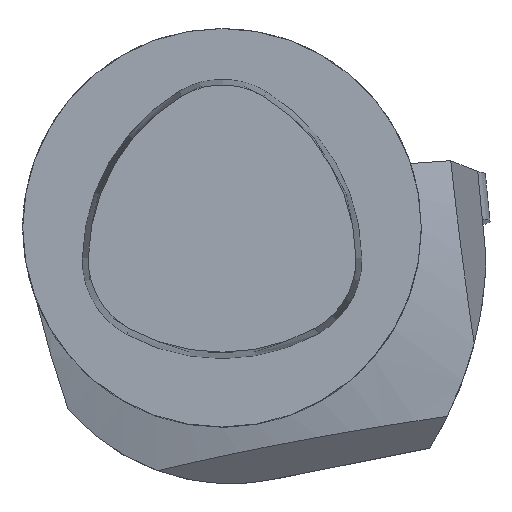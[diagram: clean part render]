
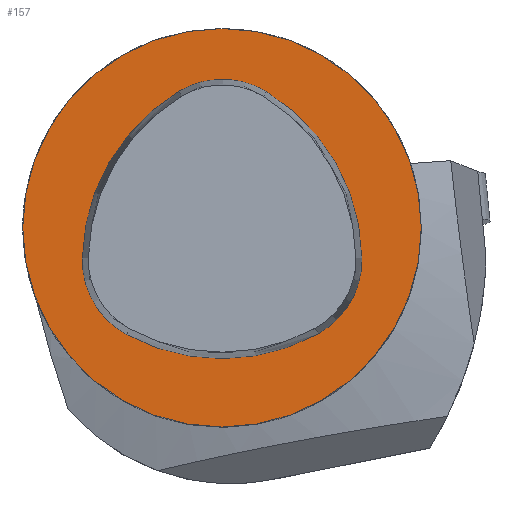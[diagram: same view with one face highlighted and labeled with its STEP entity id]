
A CAD part, top view. The second image highlights one B-rep face of the part: STEP entity #157.
In plain terms, the highlighted planar face has unit normal (0, 0, 1).
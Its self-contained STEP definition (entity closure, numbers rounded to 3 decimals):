
#74=PLANE('',#870);
#112=FACE_OUTER_BOUND('',#327,.T.);
#157=ADVANCED_FACE('',(#112),#74,.T.);
#327=EDGE_LOOP('',(#522));
#367=CIRCLE('',#831,20.);
#522=ORIENTED_EDGE('',*,*,#681,.F.);
#610=VERTEX_POINT('',#1188);
#681=EDGE_CURVE('',#610,#610,#367,.T.);
#831=AXIS2_PLACEMENT_3D('',#1187,#940,#941);
#870=AXIS2_PLACEMENT_3D('',#1373,#1051,#1052);
#940=DIRECTION('',(0.,0.,-1.));
#941=DIRECTION('',(0.,1.,0.));
#1051=DIRECTION('',(0.,0.,1.));
#1052=DIRECTION('',(0.,-1.,0.));
#1187=CARTESIAN_POINT('',(0.,0.,0.));
#1188=CARTESIAN_POINT('',(0.,20.,0.));
#1373=CARTESIAN_POINT('',(0.,0.,0.));
